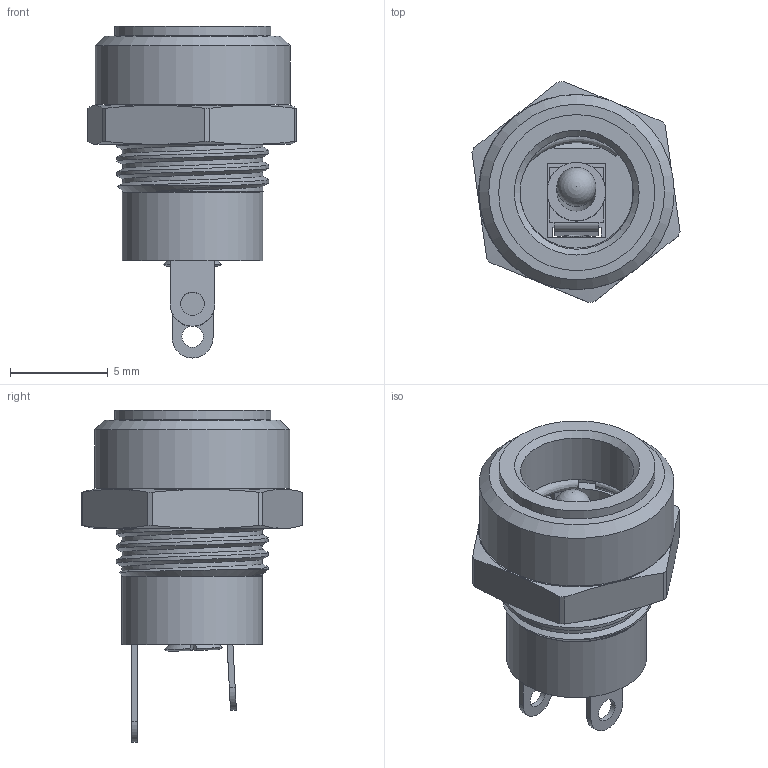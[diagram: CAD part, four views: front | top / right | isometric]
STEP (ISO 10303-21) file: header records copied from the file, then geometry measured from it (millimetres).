
FILE_DESCRIPTION(/* description */ ('Alibre Inc.'),/* implementation_level */ '2;1');
FILE_NAME(/* name */ 'export0',/* time_stamp */ '2014-07-24T17:02:39+09:00',/* author */ (''),/* organization */ (''),/* preprocessor_version */ 'ST-DEVELOPER v14',/* originating_system */ 'Alibre',/* authorisation */ '');
FILE_SCHEMA (('CONFIG_CONTROL_DESIGN'));
Length unit declared in the file: centimetre
Products named in the file (3): ID_1
Bounding box: 10.66 x 11.32 x 17.01 mm (x, y, z)
Volume: 462 mm3; surface area: 1284.6 mm2
Topology: 2 solids, 3 shells, 169 faces, 501 edges, 325 vertices
Faces by surface type: plane 86, cylinder 44, cone 24, bspline 7, torus 7, sphere 1
Full cylindrical faces by diameter (mm): 0.9 x1, 1.1 x1, 1.2 x1, 1.5 x1, 1.7 x1, 2 x1, 3 x1, 5.8 x1, 6.3 x1, 7.2 x1, 8 x1, 10 x1
Entity records: 8077 total; most frequent: CARTESIAN_POINT 3928, ORIENTED_EDGE 948, DIRECTION 576, EDGE_CURVE 474, VERTEX_POINT 318, AXIS2_PLACEMENT_3D 228, FACE_BOUND 214, EDGE_LOOP 213
